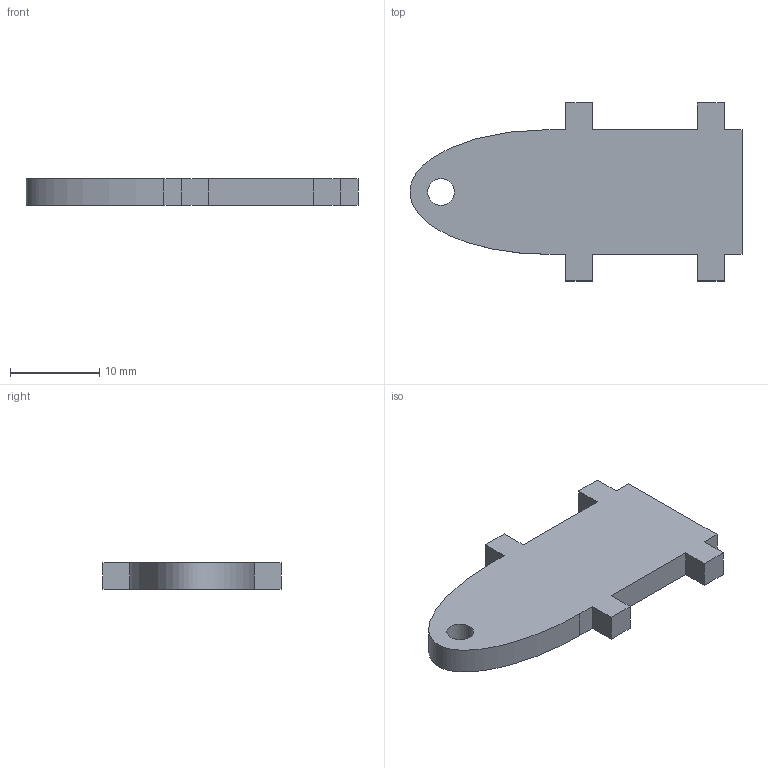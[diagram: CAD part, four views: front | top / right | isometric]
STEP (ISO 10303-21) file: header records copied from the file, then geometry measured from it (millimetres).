
FILE_DESCRIPTION(('FreeCAD Model'),'2;1');
FILE_NAME('coxa_down.step', '2017-07-19T14:34:39',('Author'),(''), 'Open CASCADE STEP processor 6.8','FreeCAD','Unknown');
FILE_SCHEMA(('AUTOMOTIVE_DESIGN_CC2 { 1 2 10303 214 -1 1 5 4 }'));
Length unit declared in the file: millimetre
Products named in the file (2): ASSEMBLY; Pad
Assembly tree (1 placements, depth 2):
  ASSEMBLY
    Pad
Bounding box: 37.3 x 20 x 3 mm (x, y, z)
Volume: 1513.7 mm3; surface area: 1392 mm2
Topology: 1 solids, 1 shells, 23 faces, 63 edges, 42 vertices
Faces by surface type: plane 21, extrusion 1, cylinder 1
Full cylindrical faces by diameter (mm): 3 x1
Entity records: 1598 total; most frequent: CARTESIAN_POINT 280, DIRECTION 240, VECTOR 182, LINE 181, ORIENTED_EDGE 126, PCURVE 126, DEFINITIONAL_REPRESENTATION 126, EDGE_CURVE 63
